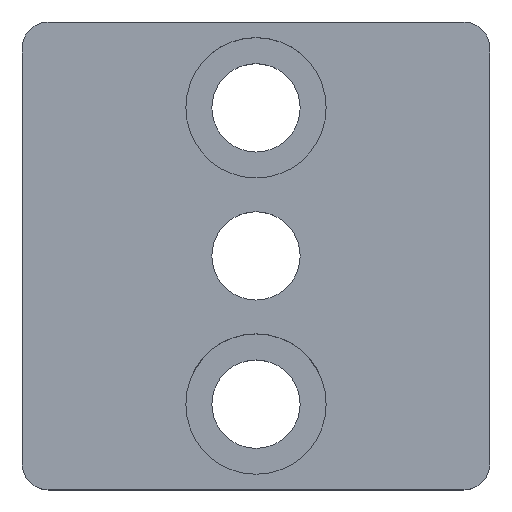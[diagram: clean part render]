
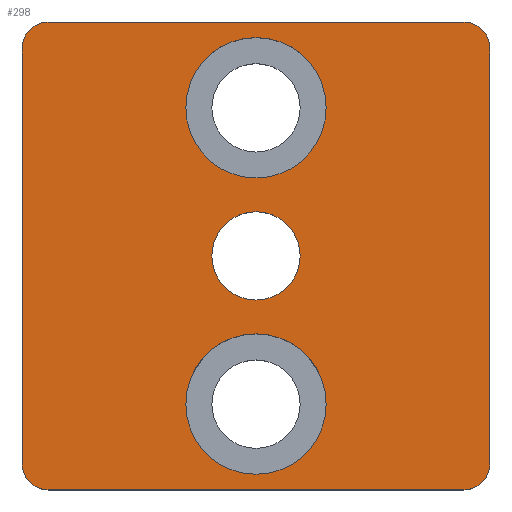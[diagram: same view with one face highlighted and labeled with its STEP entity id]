
A CAD part, top view. The second image highlights one B-rep face of the part: STEP entity #298.
In plain terms, the highlighted planar face has unit normal (0, 0, 1).
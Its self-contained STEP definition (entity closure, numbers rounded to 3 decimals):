
#15=FACE_BOUND('',#67,.T.);
#16=FACE_BOUND('',#68,.T.);
#17=FACE_BOUND('',#69,.T.);
#34=PLANE('',#327);
#47=FACE_OUTER_BOUND('',#66,.T.);
#66=EDGE_LOOP('',(#240,#241,#242,#243,#244,#245,#246,#247));
#67=EDGE_LOOP('',(#248));
#68=EDGE_LOOP('',(#249));
#69=EDGE_LOOP('',(#250));
#93=CIRCLE('',#313,2.5);
#95=CIRCLE('',#317,2.5);
#97=CIRCLE('',#321,2.5);
#99=CIRCLE('',#325,2.5);
#100=CIRCLE('',#328,6.75);
#101=CIRCLE('',#329,6.75);
#102=CIRCLE('',#330,4.25);
#116=LINE('',#461,#132);
#120=LINE('',#473,#136);
#124=LINE('',#485,#140);
#127=LINE('',#494,#143);
#132=VECTOR('',#364,40.);
#136=VECTOR('',#376,40.);
#140=VECTOR('',#388,40.);
#143=VECTOR('',#399,40.);
#144=VERTEX_POINT('',#448);
#147=VERTEX_POINT('',#453);
#149=VERTEX_POINT('',#459);
#151=VERTEX_POINT('',#465);
#153=VERTEX_POINT('',#471);
#155=VERTEX_POINT('',#477);
#157=VERTEX_POINT('',#483);
#159=VERTEX_POINT('',#489);
#160=VERTEX_POINT('',#496);
#161=VERTEX_POINT('',#498);
#162=VERTEX_POINT('',#500);
#175=EDGE_CURVE('',#144,#147,#93,.T.);
#178=EDGE_CURVE('',#147,#149,#116,.T.);
#181=EDGE_CURVE('',#149,#151,#95,.T.);
#184=EDGE_CURVE('',#151,#153,#120,.T.);
#187=EDGE_CURVE('',#153,#155,#97,.T.);
#190=EDGE_CURVE('',#155,#157,#124,.T.);
#193=EDGE_CURVE('',#157,#159,#99,.T.);
#195=EDGE_CURVE('',#159,#144,#127,.T.);
#196=EDGE_CURVE('',#160,#160,#100,.T.);
#197=EDGE_CURVE('',#161,#161,#101,.T.);
#198=EDGE_CURVE('',#162,#162,#102,.T.);
#240=ORIENTED_EDGE('',*,*,#175,.T.);
#241=ORIENTED_EDGE('',*,*,#178,.T.);
#242=ORIENTED_EDGE('',*,*,#181,.T.);
#243=ORIENTED_EDGE('',*,*,#184,.T.);
#244=ORIENTED_EDGE('',*,*,#187,.T.);
#245=ORIENTED_EDGE('',*,*,#190,.T.);
#246=ORIENTED_EDGE('',*,*,#193,.T.);
#247=ORIENTED_EDGE('',*,*,#195,.T.);
#248=ORIENTED_EDGE('',*,*,#196,.F.);
#249=ORIENTED_EDGE('',*,*,#197,.F.);
#250=ORIENTED_EDGE('',*,*,#198,.F.);
#298=ADVANCED_FACE('',(#47,#15,#16,#17),#34,.T.);
#313=AXIS2_PLACEMENT_3D('',#455,#358,#359);
#317=AXIS2_PLACEMENT_3D('',#467,#370,#371);
#321=AXIS2_PLACEMENT_3D('',#479,#382,#383);
#325=AXIS2_PLACEMENT_3D('',#491,#394,#395);
#327=AXIS2_PLACEMENT_3D('',#495,#400,#401);
#328=AXIS2_PLACEMENT_3D('',#497,#402,#403);
#329=AXIS2_PLACEMENT_3D('',#499,#404,#405);
#330=AXIS2_PLACEMENT_3D('',#501,#406,#407);
#358=DIRECTION('center_axis',(0.,0.,1.));
#359=DIRECTION('ref_axis',(1.,0.,0.));
#364=DIRECTION('',(0.,1.,0.));
#370=DIRECTION('center_axis',(0.,0.,1.));
#371=DIRECTION('ref_axis',(1.,0.,0.));
#376=DIRECTION('',(-1.,0.,0.));
#382=DIRECTION('center_axis',(0.,0.,1.));
#383=DIRECTION('ref_axis',(1.,0.,0.));
#388=DIRECTION('',(0.,-1.,0.));
#394=DIRECTION('center_axis',(0.,0.,1.));
#395=DIRECTION('ref_axis',(1.,0.,0.));
#399=DIRECTION('',(1.,0.,0.));
#400=DIRECTION('center_axis',(0.,0.,1.));
#401=DIRECTION('ref_axis',(1.,0.,0.));
#402=DIRECTION('center_axis',(0.,0.,1.));
#403=DIRECTION('ref_axis',(1.,0.,0.));
#404=DIRECTION('center_axis',(0.,0.,1.));
#405=DIRECTION('ref_axis',(1.,0.,0.));
#406=DIRECTION('center_axis',(0.,0.,1.));
#407=DIRECTION('ref_axis',(1.,0.,0.));
#448=CARTESIAN_POINT('',(20.,-22.5,0.));
#453=CARTESIAN_POINT('',(22.5,-20.,0.));
#455=CARTESIAN_POINT('Origin',(20.,-20.,0.));
#459=CARTESIAN_POINT('',(22.5,20.,0.));
#461=CARTESIAN_POINT('',(22.5,-20.,0.));
#465=CARTESIAN_POINT('',(20.,22.5,0.));
#467=CARTESIAN_POINT('Origin',(20.,20.,0.));
#471=CARTESIAN_POINT('',(-20.,22.5,0.));
#473=CARTESIAN_POINT('',(20.,22.5,0.));
#477=CARTESIAN_POINT('',(-22.5,20.,0.));
#479=CARTESIAN_POINT('Origin',(-20.,20.,0.));
#483=CARTESIAN_POINT('',(-22.5,-20.,0.));
#485=CARTESIAN_POINT('',(-22.5,20.,0.));
#489=CARTESIAN_POINT('',(-20.,-22.5,0.));
#491=CARTESIAN_POINT('Origin',(-20.,-20.,0.));
#494=CARTESIAN_POINT('',(-20.,-22.5,0.));
#495=CARTESIAN_POINT('Origin',(-27.,-27.,0.));
#496=CARTESIAN_POINT('',(-6.75,-14.25,0.));
#497=CARTESIAN_POINT('Origin',(0.,-14.25,0.));
#498=CARTESIAN_POINT('',(-6.75,14.25,0.));
#499=CARTESIAN_POINT('Origin',(0.,14.25,0.));
#500=CARTESIAN_POINT('',(-4.25,0.,0.));
#501=CARTESIAN_POINT('Origin',(0.,0.,0.));
